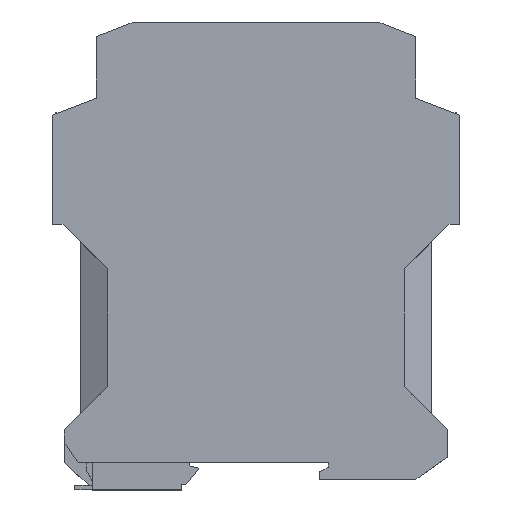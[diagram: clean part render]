
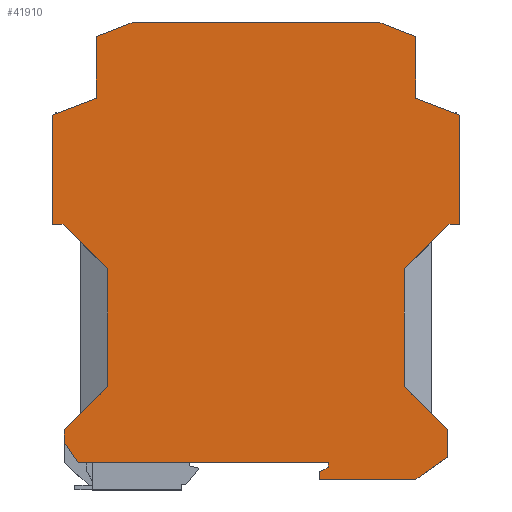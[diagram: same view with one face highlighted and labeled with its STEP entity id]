
A CAD part, top view. The second image highlights one B-rep face of the part: STEP entity #41910.
In plain terms, the highlighted planar face has unit normal (0, 0, 1).
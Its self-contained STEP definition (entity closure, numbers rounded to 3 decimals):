
#8000=CARTESIAN_POINT('',(29.6,115.,
8.75));
#8010=VERTEX_POINT('',#8000);
#8160=CARTESIAN_POINT('',(38.8,111.468,
8.75));
#8170=VERTEX_POINT('',#8160);
#8200=CARTESIAN_POINT('',(0.,126.362,8.75));
#8210=DIRECTION('',(0.934,-0.358,0.));
#8220=VECTOR('',#8210,1.);
#8230=LINE('',#8200,#8220);
#8240=EDGE_CURVE('',#8010,#8170,#8230,.T.);
#8990=CARTESIAN_POINT('',(38.838,4.,
8.75));
#9000=VERTEX_POINT('',#8990);
#9150=CARTESIAN_POINT('',(15.5,4.,
8.75));
#9160=VERTEX_POINT('',#9150);
#9190=CARTESIAN_POINT('',(0.,4.,8.75));
#9200=DIRECTION('',(-1.,0.,0.));
#9210=VECTOR('',#9200,1.);
#9220=LINE('',#9190,#9210);
#9230=EDGE_CURVE('',#9000,#9160,#9220,.T.);
#10980=CARTESIAN_POINT('',(17.5,8.,
8.75));
#10990=VERTEX_POINT('',#10980);
#11040=CARTESIAN_POINT('',(17.5,0.,8.75));
#11050=DIRECTION('',(0.,1.,0.));
#11060=VECTOR('',#11050,1.);
#11070=LINE('',#11040,#11060);
#11080=CARTESIAN_POINT('',(17.5,6.9,
8.75));
#11090=VERTEX_POINT('',#11080);
#11100=EDGE_CURVE('',#11090,#10990,#11070,.T.);
#12190=CARTESIAN_POINT('',(-36.137,55.187,
8.75));
#12200=VERTEX_POINT('',#12190);
#12250=CARTESIAN_POINT('',(0.,19.05,8.75));
#12260=DIRECTION('',(-0.707,0.707,0.));
#12270=VECTOR('',#12260,1.);
#12280=LINE('',#12250,#12270);
#12290=CARTESIAN_POINT('',(-36.05,55.1,
8.75));
#12300=VERTEX_POINT('',#12290);
#12310=EDGE_CURVE('',#12300,#12200,#12280,.T.);
#13830=CARTESIAN_POINT('',(38.8,96.5,
8.75));
#13840=VERTEX_POINT('',#13830);
#13870=CARTESIAN_POINT('',(38.8,0.,8.75));
#13880=DIRECTION('',(0.,-1.,0.));
#13890=VECTOR('',#13880,1.);
#13900=LINE('',#13870,#13890);
#13910=EDGE_CURVE('',#8170,#13840,#13900,.T.);
#14990=CARTESIAN_POINT('',(-49.5,92.4,
8.75));
#15000=VERTEX_POINT('',#14990);
#15130=CARTESIAN_POINT('',(-38.8,96.5,
8.75));
#15140=VERTEX_POINT('',#15130);
#15170=CARTESIAN_POINT('',(0.,111.367,8.75));
#15180=DIRECTION('',(0.934,0.358,0.));
#15190=VECTOR('',#15180,1.);
#15200=LINE('',#15170,#15190);
#15210=EDGE_CURVE('',#15000,#15140,#15200,.T.);
#17080=CARTESIAN_POINT('',(46.55,9.4,
8.75));
#17090=VERTEX_POINT('',#17080);
#17190=CARTESIAN_POINT('',(0.,-23.195,8.75));
#17200=DIRECTION('',(-0.819,-0.574,0.));
#17210=VECTOR('',#17200,1.);
#17220=LINE('',#17190,#17210);
#17230=EDGE_CURVE('',#17090,#9000,#17220,.T.);
#17440=CARTESIAN_POINT('',(15.5,5.745,
8.75));
#17450=VERTEX_POINT('',#17440);
#17570=CARTESIAN_POINT('',(0.,-3.204,8.75));
#17580=DIRECTION('',(0.866,0.5,0.));
#17590=VECTOR('',#17580,1.);
#17600=LINE('',#17570,#17590);
#17610=EDGE_CURVE('',#17450,#11090,#17600,.T.);
#18550=CARTESIAN_POINT('',(-38.8,111.468,
8.75));
#18560=VERTEX_POINT('',#18550);
#18590=CARTESIAN_POINT('',(-38.8,0.,8.75));
#18600=DIRECTION('',(0.,1.,0.));
#18610=VECTOR('',#18600,1.);
#18620=LINE('',#18590,#18610);
#18630=EDGE_CURVE('',#15140,#18560,#18620,.T.);
#40170=CARTESIAN_POINT('',(-12.85,61.5,
8.75));
#40180=DIRECTION('',(0.,0.,1.));
#40190=DIRECTION('',(1.,0.,0.));
#40200=AXIS2_PLACEMENT_3D('',#40170,#40180,#40190);
#40210=PLANE('',#40200);
#40220=CARTESIAN_POINT('',(46.55,0.,8.75));
#40230=DIRECTION('',(0.,-1.,0.));
#40240=VECTOR('',#40230,1.);
#40250=LINE('',#40220,#40240);
#40260=CARTESIAN_POINT('',(46.55,16.,
8.75));
#40270=VERTEX_POINT('',#40260);
#40280=EDGE_CURVE('',#40270,#17090,#40250,.T.);
#40290=ORIENTED_EDGE('',*,*,#40280,.F.);
#40300=ORIENTED_EDGE('',*,*,#17230,.F.);
#40310=ORIENTED_EDGE('',*,*,#9230,.F.);
#40320=CARTESIAN_POINT('',(15.5,0.,8.75));
#40330=DIRECTION('',(0.,1.,0.));
#40340=VECTOR('',#40330,1.);
#40350=LINE('',#40320,#40340);
#40360=EDGE_CURVE('',#9160,#17450,#40350,.T.);
#40370=ORIENTED_EDGE('',*,*,#40360,.F.);
#40380=ORIENTED_EDGE('',*,*,#17610,.F.);
#40390=ORIENTED_EDGE('',*,*,#11100,.F.);
#40400=CARTESIAN_POINT('',(0.,8.,8.75));
#40410=DIRECTION('',(-1.,0.,0.));
#40420=VECTOR('',#40410,1.);
#40430=LINE('',#40400,#40420);
#40440=CARTESIAN_POINT('',(-43.2,8.,
8.75));
#40450=VERTEX_POINT('',#40440);
#40460=EDGE_CURVE('',#10990,#40450,#40430,.T.);
#40470=ORIENTED_EDGE('',*,*,#40460,.F.);
#40480=CARTESIAN_POINT('',(-37.731,0.,8.75));
#40490=DIRECTION('',(-0.564,0.826,0.));
#40500=VECTOR('',#40490,1.);
#40510=LINE('',#40480,#40500);
#40520=CARTESIAN_POINT('',(-46.55,12.9,
8.75));
#40530=VERTEX_POINT('',#40520);
#40540=EDGE_CURVE('',#40450,#40530,#40510,.T.);
#40550=ORIENTED_EDGE('',*,*,#40540,.F.);
#40560=CARTESIAN_POINT('',(-46.55,0.,8.75));
#40570=DIRECTION('',(0.,1.,0.));
#40580=VECTOR('',#40570,1.);
#40590=LINE('',#40560,#40580);
#40600=CARTESIAN_POINT('',(-46.55,16.,
8.75));
#40610=VERTEX_POINT('',#40600);
#40620=EDGE_CURVE('',#40530,#40610,#40590,.T.);
#40630=ORIENTED_EDGE('',*,*,#40620,.F.);
#40640=CARTESIAN_POINT('',(0.,62.55,8.75));
#40650=DIRECTION('',(0.707,0.707,0.));
#40660=VECTOR('',#40650,1.);
#40670=LINE('',#40640,#40660);
#40680=CARTESIAN_POINT('',(-36.137,26.413,
8.75));
#40690=VERTEX_POINT('',#40680);
#40700=EDGE_CURVE('',#40610,#40690,#40670,.T.);
#40710=ORIENTED_EDGE('',*,*,#40700,.F.);
#40720=CARTESIAN_POINT('',(0.,62.55,8.75));
#40730=DIRECTION('',(0.707,0.707,0.));
#40740=VECTOR('',#40730,1.);
#40750=LINE('',#40720,#40740);
#40760=CARTESIAN_POINT('',(-36.05,26.5,
8.75));
#40770=VERTEX_POINT('',#40760);
#40780=EDGE_CURVE('',#40690,#40770,#40750,.T.);
#40790=ORIENTED_EDGE('',*,*,#40780,.F.);
#40800=CARTESIAN_POINT('',(-36.05,0.,8.75));
#40810=DIRECTION('',(0.,-1.,0.));
#40820=VECTOR('',#40810,1.);
#40830=LINE('',#40800,#40820);
#40840=EDGE_CURVE('',#12300,#40770,#40830,.T.);
#40850=ORIENTED_EDGE('',*,*,#40840,.T.);
#40860=ORIENTED_EDGE('',*,*,#12310,.F.);
#40870=CARTESIAN_POINT('',(0.,19.05,8.75));
#40880=DIRECTION('',(-0.707,0.707,0.));
#40890=VECTOR('',#40880,1.);
#40900=LINE('',#40870,#40890);
#40910=CARTESIAN_POINT('',(-46.85,65.9,
8.75));
#40920=VERTEX_POINT('',#40910);
#40930=EDGE_CURVE('',#12200,#40920,#40900,.T.);
#40940=ORIENTED_EDGE('',*,*,#40930,.F.);
#40950=CARTESIAN_POINT('',(0.,65.9,8.75));
#40960=DIRECTION('',(-1.,0.,0.));
#40970=VECTOR('',#40960,1.);
#40980=LINE('',#40950,#40970);
#40990=CARTESIAN_POINT('',(-49.5,65.9,
8.75));
#41000=VERTEX_POINT('',#40990);
#41010=EDGE_CURVE('',#40920,#41000,#40980,.T.);
#41020=ORIENTED_EDGE('',*,*,#41010,.F.);
#41030=CARTESIAN_POINT('',(-49.5,0.,8.75));
#41040=DIRECTION('',(0.,1.,0.));
#41050=VECTOR('',#41040,1.);
#41060=LINE('',#41030,#41050);
#41070=EDGE_CURVE('',#41000,#15000,#41060,.T.);
#41080=ORIENTED_EDGE('',*,*,#41070,.F.);
#41090=ORIENTED_EDGE('',*,*,#15210,.F.);
#41100=ORIENTED_EDGE('',*,*,#18630,.F.);
#41110=CARTESIAN_POINT('',(0.,126.362,8.75));
#41120=DIRECTION('',(0.934,0.358,0.));
#41130=VECTOR('',#41120,1.);
#41140=LINE('',#41110,#41130);
#41150=CARTESIAN_POINT('',(-29.6,115.,
8.75));
#41160=VERTEX_POINT('',#41150);
#41170=EDGE_CURVE('',#18560,#41160,#41140,.T.);
#41180=ORIENTED_EDGE('',*,*,#41170,.F.);
#41190=CARTESIAN_POINT('',(0.,115.,8.75));
#41200=DIRECTION('',(1.,0.,0.));
#41210=VECTOR('',#41200,1.);
#41220=LINE('',#41190,#41210);
#41230=EDGE_CURVE('',#41160,#8010,#41220,.T.);
#41240=ORIENTED_EDGE('',*,*,#41230,.F.);
#41250=ORIENTED_EDGE('',*,*,#8240,.F.);
#41260=ORIENTED_EDGE('',*,*,#13910,.F.);
#41270=CARTESIAN_POINT('',(0.,111.367,8.75));
#41280=DIRECTION('',(0.934,-0.358,0.));
#41290=VECTOR('',#41280,1.);
#41300=LINE('',#41270,#41290);
#41310=CARTESIAN_POINT('',(49.5,92.4,
8.75));
#41320=VERTEX_POINT('',#41310);
#41330=EDGE_CURVE('',#13840,#41320,#41300,.T.);
#41340=ORIENTED_EDGE('',*,*,#41330,.F.);
#41350=CARTESIAN_POINT('',(49.5,0.,8.75));
#41360=DIRECTION('',(0.,-1.,0.));
#41370=VECTOR('',#41360,1.);
#41380=LINE('',#41350,#41370);
#41390=CARTESIAN_POINT('',(49.5,65.9,
8.75));
#41400=VERTEX_POINT('',#41390);
#41410=EDGE_CURVE('',#41320,#41400,#41380,.T.);
#41420=ORIENTED_EDGE('',*,*,#41410,.F.);
#41430=CARTESIAN_POINT('',(0.,65.9,8.75));
#41440=DIRECTION('',(-1.,0.,0.));
#41450=VECTOR('',#41440,1.);
#41460=LINE('',#41430,#41450);
#41470=CARTESIAN_POINT('',(46.85,65.9,
8.75));
#41480=VERTEX_POINT('',#41470);
#41490=EDGE_CURVE('',#41400,#41480,#41460,.T.);
#41500=ORIENTED_EDGE('',*,*,#41490,.F.);
#41510=CARTESIAN_POINT('',(0.,19.05,8.75));
#41520=DIRECTION('',(0.707,0.707,0.));
#41530=VECTOR('',#41520,1.);
#41540=LINE('',#41510,#41530);
#41550=CARTESIAN_POINT('',(36.137,55.187,
8.75));
#41560=VERTEX_POINT('',#41550);
#41570=EDGE_CURVE('',#41560,#41480,#41540,.T.);
#41580=ORIENTED_EDGE('',*,*,#41570,.T.);
#41590=CARTESIAN_POINT('',(0.,19.05,8.75));
#41600=DIRECTION('',(0.707,0.707,0.));
#41610=VECTOR('',#41600,1.);
#41620=LINE('',#41590,#41610);
#41630=CARTESIAN_POINT('',(36.05,55.1,
8.75));
#41640=VERTEX_POINT('',#41630);
#41650=EDGE_CURVE('',#41640,#41560,#41620,.T.);
#41660=ORIENTED_EDGE('',*,*,#41650,.T.);
#41670=CARTESIAN_POINT('',(36.05,0.,8.75));
#41680=DIRECTION('',(0.,1.,0.));
#41690=VECTOR('',#41680,1.);
#41700=LINE('',#41670,#41690);
#41710=CARTESIAN_POINT('',(36.05,26.5,
8.75));
#41720=VERTEX_POINT('',#41710);
#41730=EDGE_CURVE('',#41720,#41640,#41700,.T.);
#41740=ORIENTED_EDGE('',*,*,#41730,.T.);
#41750=CARTESIAN_POINT('',(0.,62.55,8.75));
#41760=DIRECTION('',(0.707,-0.707,0.));
#41770=VECTOR('',#41760,1.);
#41780=LINE('',#41750,#41770);
#41790=CARTESIAN_POINT('',(36.137,26.413,
8.75));
#41800=VERTEX_POINT('',#41790);
#41810=EDGE_CURVE('',#41720,#41800,#41780,.T.);
#41820=ORIENTED_EDGE('',*,*,#41810,.F.);
#41830=CARTESIAN_POINT('',(0.,62.55,8.75));
#41840=DIRECTION('',(0.707,-0.707,0.));
#41850=VECTOR('',#41840,1.);
#41860=LINE('',#41830,#41850);
#41870=EDGE_CURVE('',#41800,#40270,#41860,.T.);
#41880=ORIENTED_EDGE('',*,*,#41870,.F.);
#41890=EDGE_LOOP('',(#41880,#41820,#41740,#41660,#41580,#41500,#41420,
#41340,#41260,#41250,#41240,#41180,#41100,#41090,#41080,#41020,#40940,
#40860,#40850,#40790,#40710,#40630,#40550,#40470,#40390,#40380,#40370,
#40310,#40300,#40290));
#41900=FACE_OUTER_BOUND('',#41890,.T.);
#41910=ADVANCED_FACE('',(#41900),#40210,.T.);
